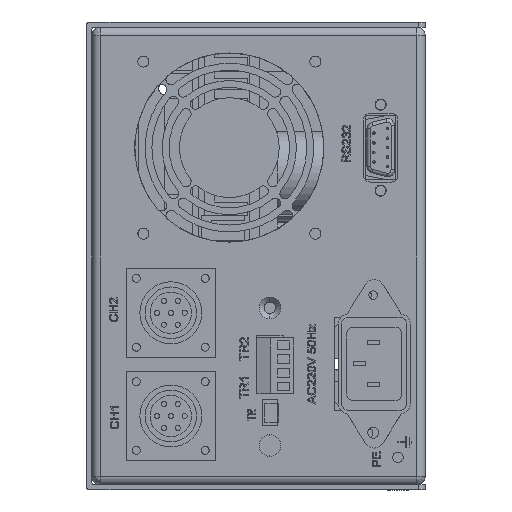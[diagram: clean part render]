
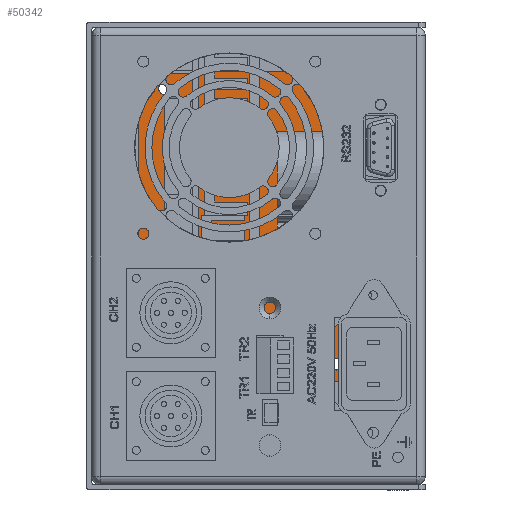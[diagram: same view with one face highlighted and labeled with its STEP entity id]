
A CAD part, left-side view. The second image highlights one B-rep face of the part: STEP entity #50342.
In plain terms, the highlighted planar face has unit normal (-1, 0, 0).
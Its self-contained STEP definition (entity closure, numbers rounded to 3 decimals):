
#869 = VERTEX_POINT ( 'NONE', #44820 ) ;
#1245 = EDGE_CURVE ( 'NONE', #36519, #41188, #77075, .T. ) ;
#2742 = CIRCLE ( 'NONE', #47127, 1.75 ) ;
#4402 = CARTESIAN_POINT ( 'NONE',  ( 7.439, 37.902, -33.15 ) ) ;
#4441 = LINE ( 'NONE', #55683, #33588 ) ;
#5751 = VECTOR ( 'NONE', #7653, 1000. ) ;
#5772 = VERTEX_POINT ( 'NONE', #90928 ) ;
#6128 = CIRCLE ( 'NONE', #24453, 1.75 ) ;
#7431 = DIRECTION ( 'NONE',  ( -1., 0., 0. ) ) ;
#7653 = DIRECTION ( 'NONE',  ( 0., 0., -1. ) ) ;
#7792 = ORIENTED_EDGE ( 'NONE', *, *, #41961, .F. ) ;
#7909 = CARTESIAN_POINT ( 'NONE',  ( 7.439, 37.902, 48.6 ) ) ;
#8203 = CARTESIAN_POINT ( 'NONE',  ( 7.439, 37.902, -29.65 ) ) ;
#9287 = DIRECTION ( 'NONE',  ( 0., 0., -1. ) ) ;
#9981 = ORIENTED_EDGE ( 'NONE', *, *, #1245, .F. ) ;
#10149 = EDGE_CURVE ( 'NONE', #5772, #13138, #2742, .T. ) ;
#10562 = ORIENTED_EDGE ( 'NONE', *, *, #35756, .F. ) ;
#10705 = DIRECTION ( 'NONE',  ( -1., 0., 0. ) ) ;
#11269 = ORIENTED_EDGE ( 'NONE', *, *, #20843, .F. ) ;
#11316 = CIRCLE ( 'NONE', #31202, 1.75 ) ;
#11953 = ORIENTED_EDGE ( 'NONE', *, *, #40503, .F. ) ;
#13138 = VERTEX_POINT ( 'NONE', #61989 ) ;
#13657 = FACE_BOUND ( 'NONE', #75154, .T. ) ;
#14338 = LINE ( 'NONE', #79480, #23693 ) ;
#15299 = CARTESIAN_POINT ( 'NONE',  ( 7.439, 37.902, 48.6 ) ) ;
#15407 = LINE ( 'NONE', #46012, #16971 ) ;
#16971 = VECTOR ( 'NONE', #60859, 1000. ) ;
#17710 = CARTESIAN_POINT ( 'NONE',  ( 7.439, -19.598, 53.6 ) ) ;
#18101 = VERTEX_POINT ( 'NONE', #17710 ) ;
#19795 = VECTOR ( 'NONE', #87943, 1000. ) ;
#20396 = AXIS2_PLACEMENT_3D ( 'NONE', #32274, #74432, #9287 ) ;
#20839 = FACE_BOUND ( 'NONE', #67947, .T. ) ;
#20843 = EDGE_CURVE ( 'NONE', #62807, #29208, #14338, .T. ) ;
#20973 = CARTESIAN_POINT ( 'NONE',  ( 7.439, 12.902, 53.6 ) ) ;
#21342 = CARTESIAN_POINT ( 'NONE',  ( 7.439, -12.098, -31.4 ) ) ;
#21726 = LINE ( 'NONE', #42338, #29824 ) ;
#22093 = CARTESIAN_POINT ( 'NONE',  ( 7.439, -12.098, -31.4 ) ) ;
#22566 = DIRECTION ( 'NONE',  ( -1., 0., 0. ) ) ;
#22589 = CARTESIAN_POINT ( 'NONE',  ( 7.439, -12.098, 50.35 ) ) ;
#23693 = VECTOR ( 'NONE', #87137, 1000. ) ;
#24453 = AXIS2_PLACEMENT_3D ( 'NONE', #60401, #60874, #31676 ) ;
#25969 = CARTESIAN_POINT ( 'NONE',  ( 7.439, -12.098, -33.15 ) ) ;
#26627 = CARTESIAN_POINT ( 'NONE',  ( 7.439, 36.738, -13.53 ) ) ;
#27580 = DIRECTION ( 'NONE',  ( 0., 0., -1. ) ) ;
#27869 = DIRECTION ( 'NONE',  ( 0., 0., -1. ) ) ;
#28124 = AXIS2_PLACEMENT_3D ( 'NONE', #22093, #22566, #27869 ) ;
#28150 = EDGE_CURVE ( 'NONE', #46561, #35243, #6128, .T. ) ;
#28269 = CARTESIAN_POINT ( 'NONE',  ( 7.439, 42.463, 8.6 ) ) ;
#29189 = DIRECTION ( 'NONE',  ( 0., 0., -1. ) ) ;
#29208 = VERTEX_POINT ( 'NONE', #53701 ) ;
#29824 = VECTOR ( 'NONE', #71551, 1000. ) ;
#31069 = EDGE_CURVE ( 'NONE', #63321, #18101, #57842, .T. ) ;
#31202 = AXIS2_PLACEMENT_3D ( 'NONE', #77893, #63498, #27580 ) ;
#31676 = DIRECTION ( 'NONE',  ( 0., 0., -1. ) ) ;
#32174 = EDGE_CURVE ( 'NONE', #41188, #36519, #57918, .T. ) ;
#32274 = CARTESIAN_POINT ( 'NONE',  ( 7.439, 12.902, 8.6 ) ) ;
#32667 = VERTEX_POINT ( 'NONE', #4402 ) ;
#33588 = VECTOR ( 'NONE', #48022, 1000. ) ;
#34130 = EDGE_CURVE ( 'NONE', #35947, #61678, #4441, .T. ) ;
#34867 = ORIENTED_EDGE ( 'NONE', *, *, #32174, .F. ) ;
#35243 = VERTEX_POINT ( 'NONE', #22589 ) ;
#35547 = EDGE_LOOP ( 'NONE', ( #10562, #78016 ) ) ;
#35714 = DIRECTION ( 'NONE',  ( 0., 0., -1. ) ) ;
#35756 = EDGE_CURVE ( 'NONE', #32667, #91710, #67461, .T. ) ;
#35947 = VERTEX_POINT ( 'NONE', #49466 ) ;
#36519 = VERTEX_POINT ( 'NONE', #67035 ) ;
#37782 = DIRECTION ( 'NONE',  ( -1., 0., 0. ) ) ;
#38252 = DIRECTION ( 'NONE',  ( -1., 0., 0. ) ) ;
#40503 = EDGE_CURVE ( 'NONE', #18101, #869, #74230, .T. ) ;
#41188 = VERTEX_POINT ( 'NONE', #25969 ) ;
#41961 = EDGE_CURVE ( 'NONE', #869, #86706, #57300, .T. ) ;
#42338 = CARTESIAN_POINT ( 'NONE',  ( 7.439, 45.402, 8.6 ) ) ;
#42857 = FACE_OUTER_BOUND ( 'NONE', #56948, .T. ) ;
#44820 = CARTESIAN_POINT ( 'NONE',  ( 7.439, -19.598, -36.4 ) ) ;
#46012 = CARTESIAN_POINT ( 'NONE',  ( 7.439, 36.738, 8.6 ) ) ;
#46561 = VERTEX_POINT ( 'NONE', #73046 ) ;
#46980 = CARTESIAN_POINT ( 'NONE',  ( 7.439, 45.402, -36.4 ) ) ;
#47127 = AXIS2_PLACEMENT_3D ( 'NONE', #15299, #37782, #29189 ) ;
#47730 = ORIENTED_EDGE ( 'NONE', *, *, #59832, .F. ) ;
#48022 = DIRECTION ( 'NONE',  ( 0., -1., 0. ) ) ;
#48090 = CIRCLE ( 'NONE', #77163, 1.75 ) ;
#49466 = CARTESIAN_POINT ( 'NONE',  ( 7.439, 42.463, -13.53 ) ) ;
#50050 = FACE_BOUND ( 'NONE', #66815, .T. ) ;
#50342 = ADVANCED_FACE ( 'NONE', ( #20839, #50050, #79274, #58181, #13657, #42857 ), #69146, .F. ) ;
#50568 = ORIENTED_EDGE ( 'NONE', *, *, #10149, .F. ) ;
#50585 = ORIENTED_EDGE ( 'NONE', *, *, #80234, .F. ) ;
#51124 = DIRECTION ( 'NONE',  ( 0., -1., 0. ) ) ;
#51592 = ORIENTED_EDGE ( 'NONE', *, *, #31069, .F. ) ;
#53032 = EDGE_CURVE ( 'NONE', #86706, #63321, #21726, .T. ) ;
#53701 = CARTESIAN_POINT ( 'NONE',  ( 7.439, 42.463, 12.768 ) ) ;
#54192 = ORIENTED_EDGE ( 'NONE', *, *, #34130, .F. ) ;
#55683 = CARTESIAN_POINT ( 'NONE',  ( 7.439, 12.902, -13.53 ) ) ;
#56804 = DIRECTION ( 'NONE',  ( -1., 0., 0. ) ) ;
#56948 = EDGE_LOOP ( 'NONE', ( #64747, #7792, #11953, #51592 ) ) ;
#57300 = LINE ( 'NONE', #86986, #19795 ) ;
#57842 = LINE ( 'NONE', #20973, #70016 ) ;
#57918 = CIRCLE ( 'NONE', #76314, 1.75 ) ;
#58181 = FACE_BOUND ( 'NONE', #83216, .T. ) ;
#59832 = EDGE_CURVE ( 'NONE', #61678, #62807, #15407, .T. ) ;
#60174 = EDGE_CURVE ( 'NONE', #91710, #32667, #91989, .T. ) ;
#60401 = CARTESIAN_POINT ( 'NONE',  ( 7.439, -12.098, 48.6 ) ) ;
#60859 = DIRECTION ( 'NONE',  ( 0., 0., 1. ) ) ;
#60874 = DIRECTION ( 'NONE',  ( -1., 0., 0. ) ) ;
#61467 = CARTESIAN_POINT ( 'NONE',  ( 7.439, 37.902, -31.4 ) ) ;
#61540 = ORIENTED_EDGE ( 'NONE', *, *, #87764, .F. ) ;
#61678 = VERTEX_POINT ( 'NONE', #26627 ) ;
#61989 = CARTESIAN_POINT ( 'NONE',  ( 7.439, 37.902, 46.85 ) ) ;
#62189 = CARTESIAN_POINT ( 'NONE',  ( 7.439, 36.738, 12.768 ) ) ;
#62807 = VERTEX_POINT ( 'NONE', #62189 ) ;
#63321 = VERTEX_POINT ( 'NONE', #67718 ) ;
#63498 = DIRECTION ( 'NONE',  ( -1., 0., 0. ) ) ;
#64747 = ORIENTED_EDGE ( 'NONE', *, *, #53032, .F. ) ;
#65972 = AXIS2_PLACEMENT_3D ( 'NONE', #75121, #38252, #82313 ) ;
#66815 = EDGE_LOOP ( 'NONE', ( #71632, #50568 ) ) ;
#66966 = VECTOR ( 'NONE', #89559, 1000. ) ;
#67035 = CARTESIAN_POINT ( 'NONE',  ( 7.439, -12.098, -29.65 ) ) ;
#67461 = CIRCLE ( 'NONE', #68985, 1.75 ) ;
#67718 = CARTESIAN_POINT ( 'NONE',  ( 7.439, 45.402, 53.6 ) ) ;
#67947 = EDGE_LOOP ( 'NONE', ( #47730, #54192, #61540, #11269 ) ) ;
#68985 = AXIS2_PLACEMENT_3D ( 'NONE', #61467, #10705, #91179 ) ;
#69146 = PLANE ( 'NONE',  #20396 ) ;
#70016 = VECTOR ( 'NONE', #51124, 1000. ) ;
#71551 = DIRECTION ( 'NONE',  ( 0., 0., 1. ) ) ;
#71632 = ORIENTED_EDGE ( 'NONE', *, *, #80383, .F. ) ;
#73046 = CARTESIAN_POINT ( 'NONE',  ( 7.439, -12.098, 46.85 ) ) ;
#74230 = LINE ( 'NONE', #89089, #66966 ) ;
#74432 = DIRECTION ( 'NONE',  ( 1., 0., 0. ) ) ;
#75121 = CARTESIAN_POINT ( 'NONE',  ( 7.439, 37.902, -31.4 ) ) ;
#75154 = EDGE_LOOP ( 'NONE', ( #34867, #9981 ) ) ;
#76314 = AXIS2_PLACEMENT_3D ( 'NONE', #21342, #56804, #79772 ) ;
#77075 = CIRCLE ( 'NONE', #28124, 1.75 ) ;
#77163 = AXIS2_PLACEMENT_3D ( 'NONE', #7909, #7431, #35714 ) ;
#77893 = CARTESIAN_POINT ( 'NONE',  ( 7.439, -12.098, 48.6 ) ) ;
#78016 = ORIENTED_EDGE ( 'NONE', *, *, #60174, .F. ) ;
#79274 = FACE_BOUND ( 'NONE', #35547, .T. ) ;
#79480 = CARTESIAN_POINT ( 'NONE',  ( 7.439, 12.902, 12.768 ) ) ;
#79772 = DIRECTION ( 'NONE',  ( 0., 0., -1. ) ) ;
#80234 = EDGE_CURVE ( 'NONE', #35243, #46561, #11316, .T. ) ;
#80383 = EDGE_CURVE ( 'NONE', #13138, #5772, #48090, .T. ) ;
#82313 = DIRECTION ( 'NONE',  ( 0., 0., -1. ) ) ;
#83216 = EDGE_LOOP ( 'NONE', ( #89560, #50585 ) ) ;
#86706 = VERTEX_POINT ( 'NONE', #46980 ) ;
#86986 = CARTESIAN_POINT ( 'NONE',  ( 7.439, 12.902, -36.4 ) ) ;
#87137 = DIRECTION ( 'NONE',  ( 0., 1., 0. ) ) ;
#87764 = EDGE_CURVE ( 'NONE', #29208, #35947, #93894, .T. ) ;
#87943 = DIRECTION ( 'NONE',  ( 0., 1., 0. ) ) ;
#89089 = CARTESIAN_POINT ( 'NONE',  ( 7.439, -19.598, 8.6 ) ) ;
#89559 = DIRECTION ( 'NONE',  ( 0., 0., -1. ) ) ;
#89560 = ORIENTED_EDGE ( 'NONE', *, *, #28150, .F. ) ;
#90928 = CARTESIAN_POINT ( 'NONE',  ( 7.439, 37.902, 50.35 ) ) ;
#91179 = DIRECTION ( 'NONE',  ( 0., 0., -1. ) ) ;
#91710 = VERTEX_POINT ( 'NONE', #8203 ) ;
#91989 = CIRCLE ( 'NONE', #65972, 1.75 ) ;
#93894 = LINE ( 'NONE', #28269, #5751 ) ;
